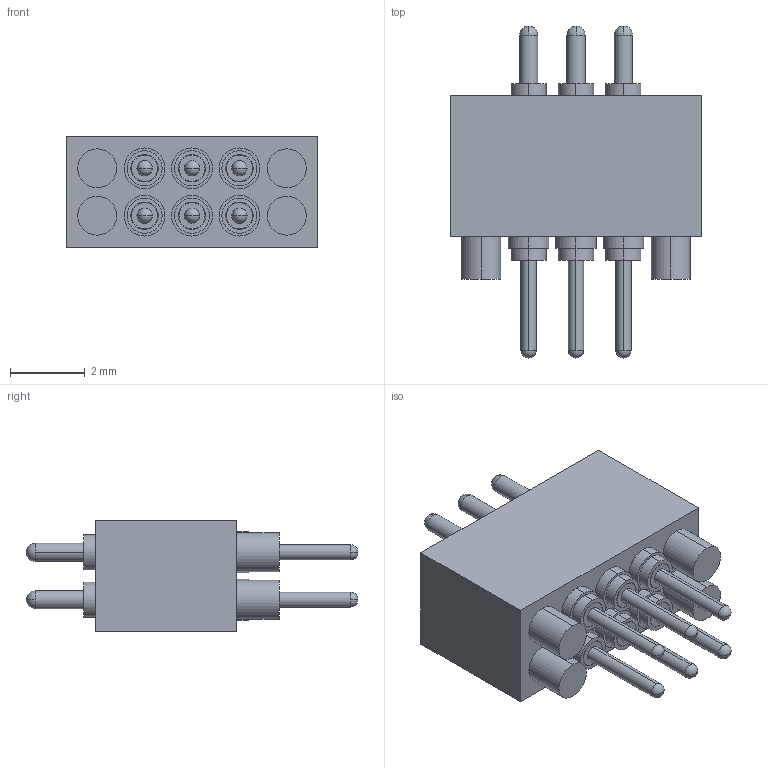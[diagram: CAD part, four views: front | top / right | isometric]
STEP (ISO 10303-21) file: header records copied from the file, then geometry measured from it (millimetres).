
FILE_DESCRIPTION (( 'STEP AP214' ), '1' );
FILE_NAME ('mill-max-855-22-006-10-001101.step', '2016-03-08T16:32:37', ( 'Windows User' ), ( '' ), 'SwSTEP 2.0', 'SolidWorks 2016', '' );
FILE_SCHEMA (( 'AUTOMOTIVE_DESIGN' ));
Length unit declared in the file: inch
Products named in the file (6): mill-max-855-22-006-10-001101_9350-0_9350-0-38-20-00-00-13-0; mill-max-855-22-006-10-001101_9315-0_9315-0-00-20-00-00-13-0; mill-max-855-22-006-10-001101; mill-max-855-22-006-10-001101_P8XX-28-013-02-090000_P806-28-013-02-090000; mill-max-855-22-006-10-001101_SPRING_6871-0-00-00-71-14-43-0; mill-max-855-22-006-10-001101_9385-0
Assembly tree (25 placements, depth 2):
  mill-max-855-22-006-10-001101
    mill-max-855-22-006-10-001101_P8XX-28-013-02-090000_P806-28-013-02-090000
    mill-max-855-22-006-10-001101_9385-0  x6
    mill-max-855-22-006-10-001101_9350-0_9350-0-38-20-00-00-13-0  x6
    mill-max-855-22-006-10-001101_9315-0_9315-0-00-20-00-00-13-0  x6
    mill-max-855-22-006-10-001101_SPRING_6871-0-00-00-71-14-43-0  x6
Bounding box: 6.73 x 8.89 x 3 mm (x, y, z)
Volume: 78.9 mm3; surface area: 441.5 mm2
Topology: 25 solids, 25 shells, 336 faces, 696 edges, 420 vertices
Faces by surface type: cylinder 152, plane 76, cone 48, sphere 24, torus 24, bspline 12
Entity records: 4974 total; most frequent: CARTESIAN_POINT 2695, DIRECTION 492, ORIENTED_EDGE 344, AXIS2_PLACEMENT_3D 215, EDGE_CURVE 172, VERTEX_POINT 110, CIRCLE 108, EDGE_LOOP 104
